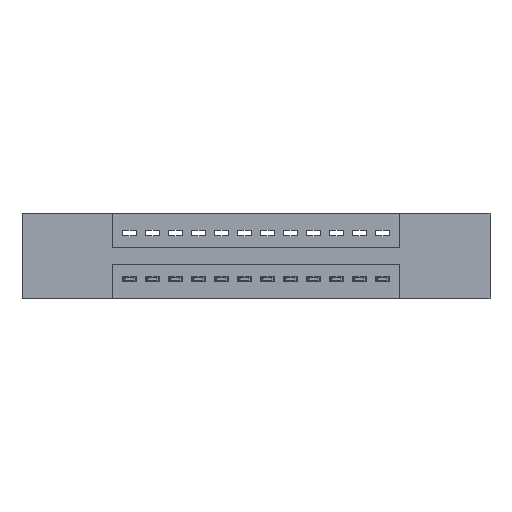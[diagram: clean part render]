
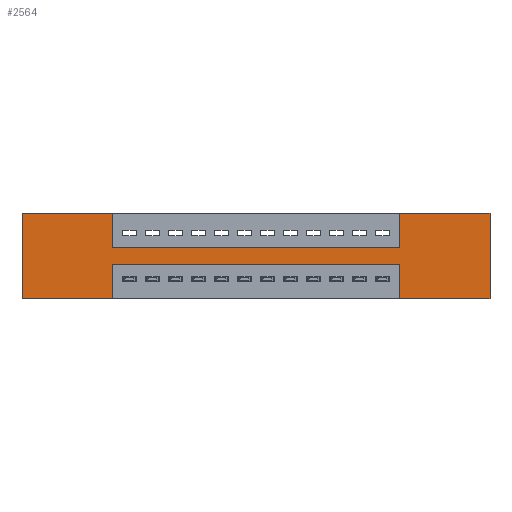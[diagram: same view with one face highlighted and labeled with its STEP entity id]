
A CAD part, front view. The second image highlights one B-rep face of the part: STEP entity #2564.
In plain terms, the highlighted planar face has unit normal (0, -1, 0).
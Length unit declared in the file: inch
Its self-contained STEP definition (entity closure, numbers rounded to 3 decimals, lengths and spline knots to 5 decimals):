
#122 = CARTESIAN_POINT ( 'NONE',  ( 2.035, 0., 0. ) ) ;
#222 = DIRECTION ( 'NONE',  ( -1., 0., 0. ) ) ;
#301 = CARTESIAN_POINT ( 'NONE',  ( 1.6425, 0., 0. ) ) ;
#364 = VERTEX_POINT ( 'NONE', #7084 ) ;
#386 = DIRECTION ( 'NONE',  ( 0., 0., 1. ) ) ;
#489 = VECTOR ( 'NONE', #4660, 39.37008 ) ;
#623 = EDGE_CURVE ( 'NONE', #10587, #4476, #10234, .T. ) ;
#670 = LINE ( 'NONE', #1419, #10607 ) ;
#1138 = EDGE_CURVE ( 'NONE', #10243, #1252, #11058, .T. ) ;
#1169 = AXIS2_PLACEMENT_3D ( 'NONE', #2313, #9355, #4214 ) ;
#1222 = FACE_OUTER_BOUND ( 'NONE', #6036, .T. ) ;
#1252 = VERTEX_POINT ( 'NONE', #2639 ) ;
#1419 = CARTESIAN_POINT ( 'NONE',  ( 1.6425, 0., 0. ) ) ;
#1558 = VECTOR ( 'NONE', #11625, 39.37008 ) ;
#1868 = ORIENTED_EDGE ( 'NONE', *, *, #623, .F. ) ;
#2148 = ORIENTED_EDGE ( 'NONE', *, *, #11127, .F. ) ;
#2242 = LINE ( 'NONE', #5027, #10785 ) ;
#2313 = CARTESIAN_POINT ( 'NONE',  ( 0., 0., -0.37 ) ) ;
#2504 = ORIENTED_EDGE ( 'NONE', *, *, #12476, .F. ) ;
#2564 = ADVANCED_FACE ( 'NONE', ( #1222 ), #5368, .T. ) ;
#2621 = DIRECTION ( 'NONE',  ( 1., 0., 0. ) ) ;
#2639 = CARTESIAN_POINT ( 'NONE',  ( 0.3925, 0., -0.37 ) ) ;
#2655 = VECTOR ( 'NONE', #2621, 39.37008 ) ;
#2973 = CARTESIAN_POINT ( 'NONE',  ( 2.035, 0., -0.37 ) ) ;
#3434 = ORIENTED_EDGE ( 'NONE', *, *, #5519, .F. ) ;
#3446 = CARTESIAN_POINT ( 'NONE',  ( 0.3925, 0., -0.15 ) ) ;
#3565 = DIRECTION ( 'NONE',  ( 0., 0., 1. ) ) ;
#3875 = ORIENTED_EDGE ( 'NONE', *, *, #1138, .F. ) ;
#3880 = DIRECTION ( 'NONE',  ( 1., 0., 0. ) ) ;
#4191 = EDGE_CURVE ( 'NONE', #1252, #7066, #4896, .T. ) ;
#4214 = DIRECTION ( 'NONE',  ( 0., 0., -1. ) ) ;
#4374 = ORIENTED_EDGE ( 'NONE', *, *, #10926, .F. ) ;
#4412 = LINE ( 'NONE', #5766, #5346 ) ;
#4476 = VERTEX_POINT ( 'NONE', #6941 ) ;
#4487 = ORIENTED_EDGE ( 'NONE', *, *, #10610, .F. ) ;
#4498 = VERTEX_POINT ( 'NONE', #10956 ) ;
#4660 = DIRECTION ( 'NONE',  ( 0., 0., -1. ) ) ;
#4873 = CARTESIAN_POINT ( 'NONE',  ( 0.3925, 0., -0.22 ) ) ;
#4896 = LINE ( 'NONE', #6974, #5524 ) ;
#4995 = VECTOR ( 'NONE', #386, 39.37008 ) ;
#5027 = CARTESIAN_POINT ( 'NONE',  ( 0.3925, 0., -0.22 ) ) ;
#5346 = VECTOR ( 'NONE', #10761, 39.37008 ) ;
#5368 = PLANE ( 'NONE',  #1169 ) ;
#5471 = VECTOR ( 'NONE', #6289, 39.37008 ) ;
#5515 = CARTESIAN_POINT ( 'NONE',  ( 0.3925, 0., -0.37 ) ) ;
#5519 = EDGE_CURVE ( 'NONE', #6847, #10587, #10651, .T. ) ;
#5524 = VECTOR ( 'NONE', #222, 39.37008 ) ;
#5584 = ORIENTED_EDGE ( 'NONE', *, *, #4191, .F. ) ;
#5766 = CARTESIAN_POINT ( 'NONE',  ( 0., 0., 0. ) ) ;
#6036 = EDGE_LOOP ( 'NONE', ( #3875, #9321, #4374, #1868, #3434, #9241, #12843, #7942, #2504, #2148, #4487, #5584 ) ) ;
#6174 = CARTESIAN_POINT ( 'NONE',  ( 0.3925, 0., 0. ) ) ;
#6289 = DIRECTION ( 'NONE',  ( 1., 0., 0. ) ) ;
#6376 = LINE ( 'NONE', #7851, #6705 ) ;
#6420 = CARTESIAN_POINT ( 'NONE',  ( 0., 0., 0. ) ) ;
#6449 = CARTESIAN_POINT ( 'NONE',  ( 0., 0., -0.37 ) ) ;
#6705 = VECTOR ( 'NONE', #3880, 39.37008 ) ;
#6847 = VERTEX_POINT ( 'NONE', #122 ) ;
#6941 = CARTESIAN_POINT ( 'NONE',  ( 1.6425, 0., -0.37 ) ) ;
#6974 = CARTESIAN_POINT ( 'NONE',  ( 0., 0., -0.37 ) ) ;
#7066 = VERTEX_POINT ( 'NONE', #6449 ) ;
#7084 = CARTESIAN_POINT ( 'NONE',  ( 1.6425, 0., -0.22 ) ) ;
#7160 = LINE ( 'NONE', #3446, #2655 ) ;
#7701 = LINE ( 'NONE', #7792, #4995 ) ;
#7710 = VECTOR ( 'NONE', #11153, 39.37008 ) ;
#7792 = CARTESIAN_POINT ( 'NONE',  ( 1.6425, 0., -0.37 ) ) ;
#7851 = CARTESIAN_POINT ( 'NONE',  ( 0., 0., 0. ) ) ;
#7942 = ORIENTED_EDGE ( 'NONE', *, *, #8657, .F. ) ;
#8307 = DIRECTION ( 'NONE',  ( 0., 0., -1. ) ) ;
#8314 = EDGE_CURVE ( 'NONE', #9370, #6847, #6376, .T. ) ;
#8341 = VERTEX_POINT ( 'NONE', #8899 ) ;
#8657 = EDGE_CURVE ( 'NONE', #4498, #12295, #7160, .T. ) ;
#8899 = CARTESIAN_POINT ( 'NONE',  ( 0.3925, 0., 0. ) ) ;
#9007 = CARTESIAN_POINT ( 'NONE',  ( 0., 0., 0. ) ) ;
#9241 = ORIENTED_EDGE ( 'NONE', *, *, #8314, .F. ) ;
#9321 = ORIENTED_EDGE ( 'NONE', *, *, #12250, .F. ) ;
#9355 = DIRECTION ( 'NONE',  ( 0., -1., 0. ) ) ;
#9370 = VERTEX_POINT ( 'NONE', #301 ) ;
#9665 = CARTESIAN_POINT ( 'NONE',  ( 1.6425, 0., -0.15 ) ) ;
#9772 = VERTEX_POINT ( 'NONE', #9007 ) ;
#10086 = CARTESIAN_POINT ( 'NONE',  ( 2.035, 0., 0. ) ) ;
#10234 = LINE ( 'NONE', #11538, #1558 ) ;
#10243 = VERTEX_POINT ( 'NONE', #4873 ) ;
#10587 = VERTEX_POINT ( 'NONE', #2973 ) ;
#10607 = VECTOR ( 'NONE', #3565, 39.37008 ) ;
#10610 = EDGE_CURVE ( 'NONE', #7066, #9772, #4412, .T. ) ;
#10651 = LINE ( 'NONE', #10086, #7710 ) ;
#10761 = DIRECTION ( 'NONE',  ( 0., 0., 1. ) ) ;
#10785 = VECTOR ( 'NONE', #11876, 39.37008 ) ;
#10926 = EDGE_CURVE ( 'NONE', #4476, #364, #7701, .T. ) ;
#10956 = CARTESIAN_POINT ( 'NONE',  ( 0.3925, 0., -0.15 ) ) ;
#11058 = LINE ( 'NONE', #5515, #489 ) ;
#11127 = EDGE_CURVE ( 'NONE', #9772, #8341, #11911, .T. ) ;
#11153 = DIRECTION ( 'NONE',  ( 0., 0., -1. ) ) ;
#11423 = VECTOR ( 'NONE', #8307, 39.37008 ) ;
#11538 = CARTESIAN_POINT ( 'NONE',  ( 0., 0., -0.37 ) ) ;
#11625 = DIRECTION ( 'NONE',  ( -1., 0., 0. ) ) ;
#11876 = DIRECTION ( 'NONE',  ( -1., 0., 0. ) ) ;
#11911 = LINE ( 'NONE', #6420, #5471 ) ;
#12198 = LINE ( 'NONE', #6174, #11423 ) ;
#12250 = EDGE_CURVE ( 'NONE', #364, #10243, #2242, .T. ) ;
#12295 = VERTEX_POINT ( 'NONE', #9665 ) ;
#12476 = EDGE_CURVE ( 'NONE', #8341, #4498, #12198, .T. ) ;
#12843 = ORIENTED_EDGE ( 'NONE', *, *, #12878, .F. ) ;
#12878 = EDGE_CURVE ( 'NONE', #12295, #9370, #670, .T. ) ;
